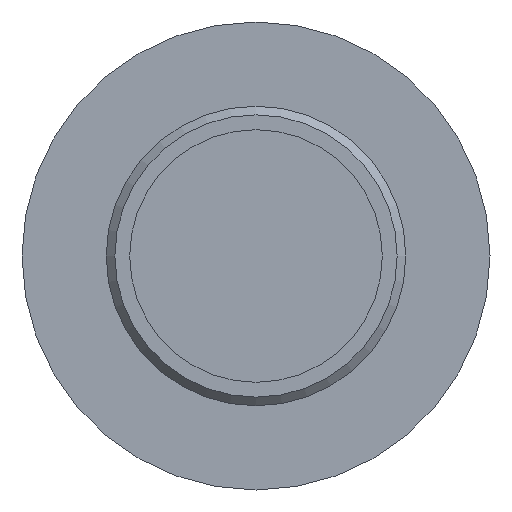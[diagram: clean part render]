
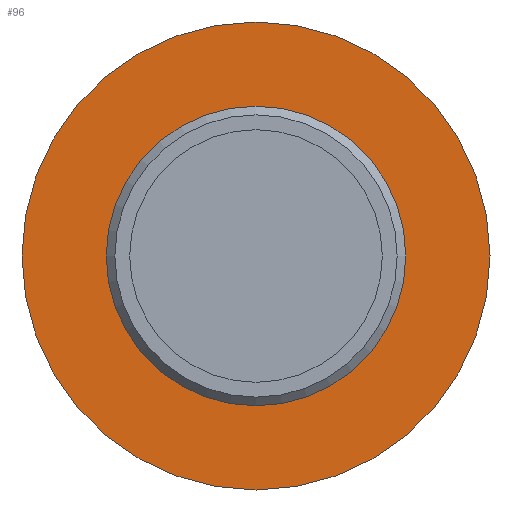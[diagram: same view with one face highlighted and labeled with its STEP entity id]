
A CAD part, front view. The second image highlights one B-rep face of the part: STEP entity #96.
In plain terms, the highlighted planar face has unit normal (0, -1, 0).
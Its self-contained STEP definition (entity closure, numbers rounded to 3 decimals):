
#96 = ADVANCED_FACE( '', ( #153, #154 ), #155, .F. );
#153 = FACE_OUTER_BOUND( '', #226, .T. );
#154 = FACE_BOUND( '', #227, .T. );
#155 = PLANE( '', #228 );
#226 = EDGE_LOOP( '', ( #419 ) );
#227 = EDGE_LOOP( '', ( #420 ) );
#228 = AXIS2_PLACEMENT_3D( '', #421, #422, #423 );
#419 = ORIENTED_EDGE( '', *, *, #534, .F. );
#420 = ORIENTED_EDGE( '', *, *, #535, .T. );
#421 = CARTESIAN_POINT( '', ( -15.08, -2.5, 0. ) );
#422 = DIRECTION( '', ( 0., 1., 0. ) );
#423 = DIRECTION( '', ( 0., 0., 1. ) );
#534 = EDGE_CURVE( '', #639, #639, #640, .T. );
#535 = EDGE_CURVE( '', #641, #641, #642, .T. );
#639 = VERTEX_POINT( '', #907 );
#640 = CIRCLE( '', #908, 25. );
#641 = VERTEX_POINT( '', #909 );
#642 = CIRCLE( '', #910, 15.08 );
#907 = CARTESIAN_POINT( '', ( 0., -2.5, 25. ) );
#908 = AXIS2_PLACEMENT_3D( '', #1011, #1012, #1013 );
#909 = CARTESIAN_POINT( '', ( 0., -2.5, 15.08 ) );
#910 = AXIS2_PLACEMENT_3D( '', #1014, #1015, #1016 );
#1011 = CARTESIAN_POINT( '', ( 0., -2.5, 0. ) );
#1012 = DIRECTION( '', ( 0., 1., 0. ) );
#1013 = DIRECTION( '', ( 0., 0., 1. ) );
#1014 = CARTESIAN_POINT( '', ( 0., -2.5, 0. ) );
#1015 = DIRECTION( '', ( 0., 1., 0. ) );
#1016 = DIRECTION( '', ( 0., 0., 1. ) );
